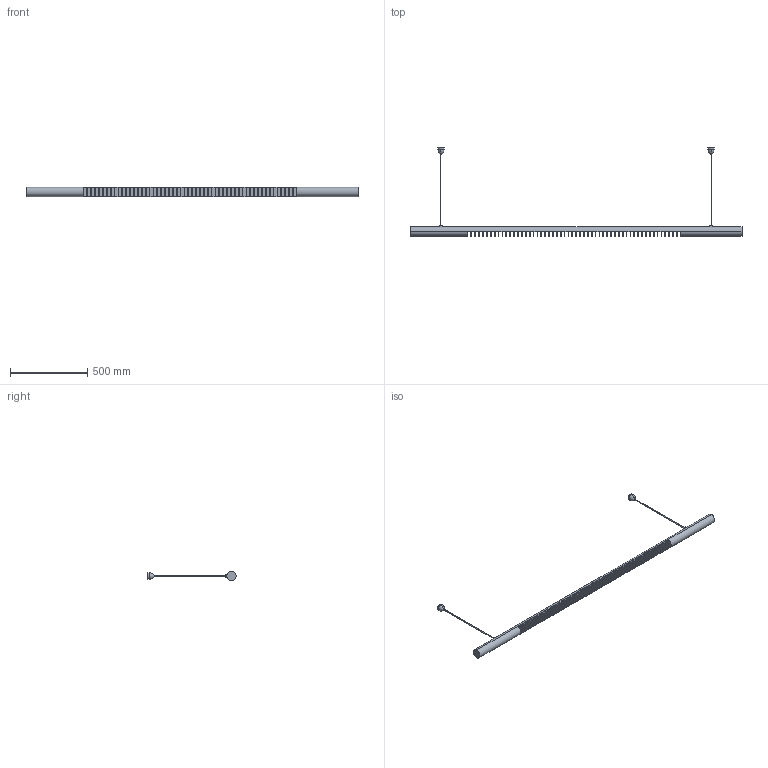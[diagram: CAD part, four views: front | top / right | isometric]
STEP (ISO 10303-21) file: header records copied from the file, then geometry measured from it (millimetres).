
FILE_DESCRIPTION (( 'STEP AP214' ), '1' );
FILE_NAME ('RING LED 40.STEP', '2018-07-27T13:20:41', ( '' ), ( '' ), 'SwSTEP 2.0', 'SolidWorks 2013', '' );
FILE_SCHEMA (( 'AUTOMOTIVE_DESIGN' ));
Length unit declared in the file: millimetre
Products named in the file (1): RING LED 40
Bounding box: 2143 x 570 x 60 mm (x, y, z)
Volume: 4606142.7 mm3; surface area: 555181.5 mm2
Topology: 1 solids, 1 shells, 249 faces, 496 edges, 256 vertices
Faces by surface type: plane 174, cylinder 71, torus 4
Entity records: 9101 total; most frequent: CARTESIAN_POINT 1194, DIRECTION 1138, ORIENTED_EDGE 992, EDGE_CURVE 496, AXIS2_PLACEMENT_3D 396, VECTOR 346, LINE 346, EDGE_LOOP 256
